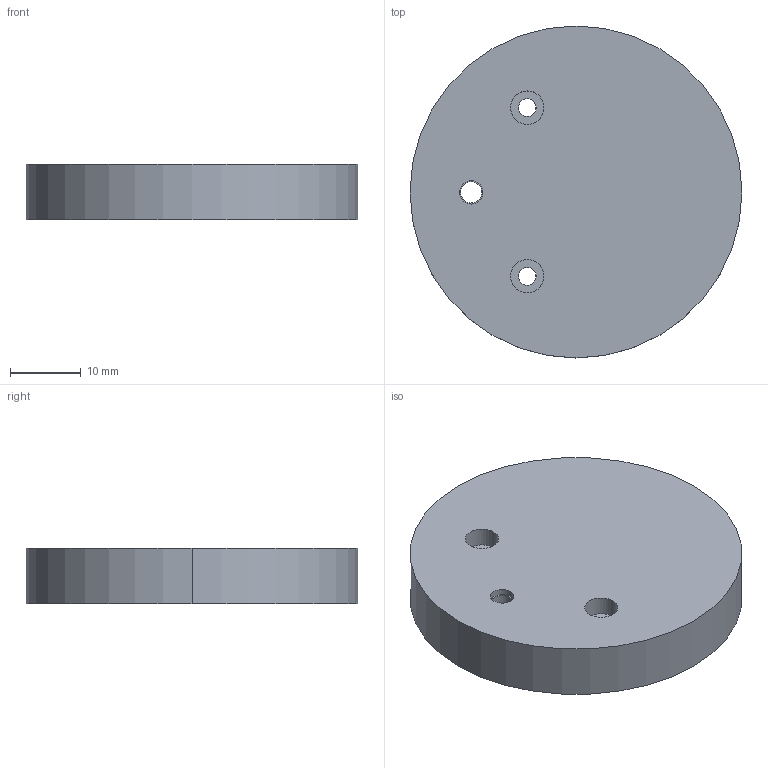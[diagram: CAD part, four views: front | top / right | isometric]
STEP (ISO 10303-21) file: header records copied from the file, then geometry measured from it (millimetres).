
FILE_DESCRIPTION (( 'STEP AP214' ), '1' );
FILE_NAME ('萇喀殤俋褲(帣窒).STEP', '2024-03-16T17:47:55', ( '' ), ( '' ), 'SwSTEP 2.0', 'SolidWorks 2021', '' );
FILE_SCHEMA (( 'AUTOMOTIVE_DESIGN' ));
Length unit declared in the file: millimetre
Products named in the file (1): 萇喀殤俋褲(帣窒)
Bounding box: 46.8 x 46.8 x 7.81 mm (x, y, z)
Volume: 7414.7 mm3; surface area: 5438.7 mm2
Topology: 1 solids, 1 shells, 118 faces, 330 edges, 220 vertices
Faces by surface type: cylinder 93, plane 25
Entity records: 3946 total; most frequent: DIRECTION 754, CARTESIAN_POINT 669, ORIENTED_EDGE 660, EDGE_CURVE 330, AXIS2_PLACEMENT_3D 305, VERTEX_POINT 220, CIRCLE 186, LINE 144
